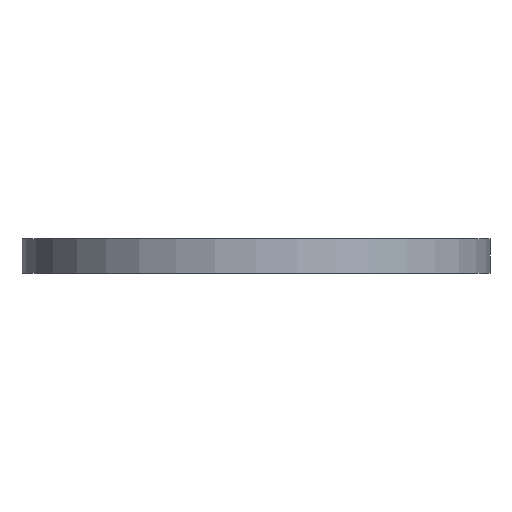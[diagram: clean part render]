
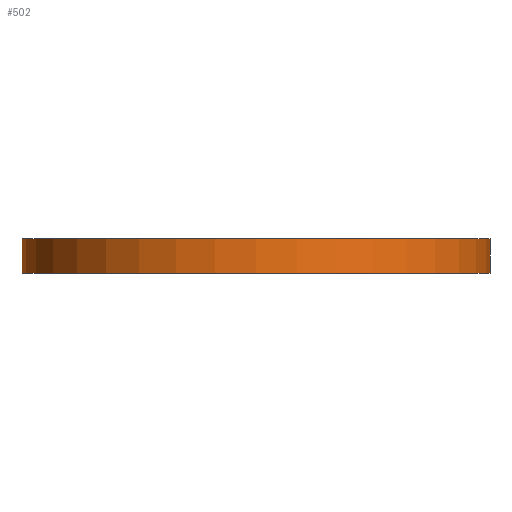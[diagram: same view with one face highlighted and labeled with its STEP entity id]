
A CAD part, front view. The second image highlights one B-rep face of the part: STEP entity #502.
In plain terms, the highlighted cylindrical face has radius 13.5 mm (diameter 27 mm), a partial arc.
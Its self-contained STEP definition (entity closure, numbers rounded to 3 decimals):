
#14 = EDGE_CURVE ( 'NONE', #179, #519, #99, .T. ) ;
#47 = CARTESIAN_POINT ( 'NONE',  ( -13.5, 0., 0. ) ) ;
#50 = EDGE_CURVE ( 'NONE', #179, #70, #104, .T. ) ;
#56 = CARTESIAN_POINT ( 'NONE',  ( 13.5, 0., 0. ) ) ;
#70 = VERTEX_POINT ( 'NONE', #768 ) ;
#75 = DIRECTION ( 'NONE',  ( -1., 0., 0. ) ) ;
#82 = CARTESIAN_POINT ( 'NONE',  ( 0., 0., 2. ) ) ;
#99 = LINE ( 'NONE', #456, #106 ) ;
#101 = ORIENTED_EDGE ( 'NONE', *, *, #14, .T. ) ;
#104 = CIRCLE ( 'NONE', #721, 13.5 ) ;
#106 = VECTOR ( 'NONE', #569, 1000. ) ;
#111 = EDGE_LOOP ( 'NONE', ( #188, #239, #101, #241 ) ) ;
#155 = DIRECTION ( 'NONE',  ( 0., 0., -1. ) ) ;
#156 = EDGE_CURVE ( 'NONE', #519, #504, #246, .T. ) ;
#179 = VERTEX_POINT ( 'NONE', #779 ) ;
#188 = ORIENTED_EDGE ( 'NONE', *, *, #687, .F. ) ;
#239 = ORIENTED_EDGE ( 'NONE', *, *, #50, .F. ) ;
#241 = ORIENTED_EDGE ( 'NONE', *, *, #156, .T. ) ;
#246 = CIRCLE ( 'NONE', #736, 13.5 ) ;
#304 = VECTOR ( 'NONE', #407, 1000. ) ;
#407 = DIRECTION ( 'NONE',  ( 0., 0., -1. ) ) ;
#409 = CARTESIAN_POINT ( 'NONE',  ( 13.5, 0., 2. ) ) ;
#416 = LINE ( 'NONE', #409, #304 ) ;
#456 = CARTESIAN_POINT ( 'NONE',  ( -13.5, 0., 2. ) ) ;
#487 = CYLINDRICAL_SURFACE ( 'NONE', #767, 13.5 ) ;
#502 = ADVANCED_FACE ( 'NONE', ( #596 ), #487, .T. ) ;
#504 = VERTEX_POINT ( 'NONE', #56 ) ;
#519 = VERTEX_POINT ( 'NONE', #47 ) ;
#551 = DIRECTION ( 'NONE',  ( 0., 0., 1. ) ) ;
#569 = DIRECTION ( 'NONE',  ( 0., 0., -1. ) ) ;
#596 = FACE_OUTER_BOUND ( 'NONE', #111, .T. ) ;
#640 = DIRECTION ( 'NONE',  ( 1., 0., 0. ) ) ;
#687 = EDGE_CURVE ( 'NONE', #70, #504, #416, .T. ) ;
#698 = CARTESIAN_POINT ( 'NONE',  ( 0., 0., 2. ) ) ;
#721 = AXIS2_PLACEMENT_3D ( 'NONE', #698, #551, #640 ) ;
#736 = AXIS2_PLACEMENT_3D ( 'NONE', #786, #796, #789 ) ;
#767 = AXIS2_PLACEMENT_3D ( 'NONE', #82, #155, #75 ) ;
#768 = CARTESIAN_POINT ( 'NONE',  ( 13.5, 0., 2. ) ) ;
#779 = CARTESIAN_POINT ( 'NONE',  ( -13.5, 0., 2. ) ) ;
#786 = CARTESIAN_POINT ( 'NONE',  ( 0., 0., 0. ) ) ;
#789 = DIRECTION ( 'NONE',  ( 1., 0., 0. ) ) ;
#796 = DIRECTION ( 'NONE',  ( 0., 0., 1. ) ) ;
